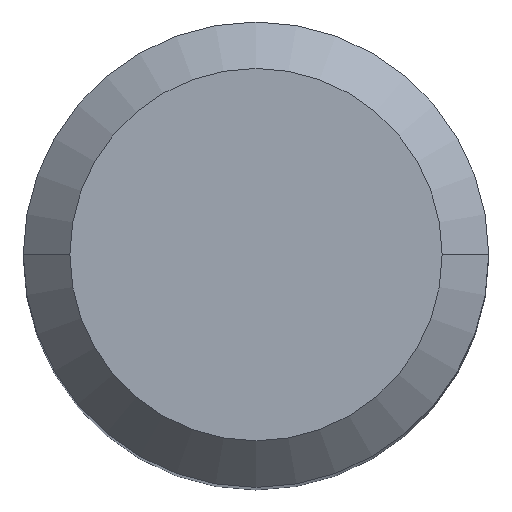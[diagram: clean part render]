
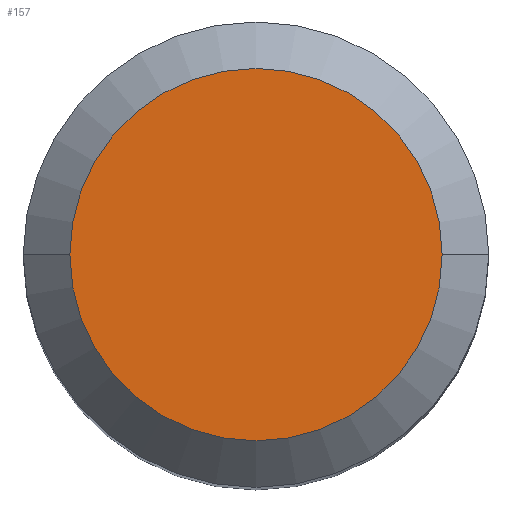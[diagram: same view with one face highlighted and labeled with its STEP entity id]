
A CAD part, top view. The second image highlights one B-rep face of the part: STEP entity #157.
In plain terms, the highlighted planar face has unit normal (0, 0, 1).
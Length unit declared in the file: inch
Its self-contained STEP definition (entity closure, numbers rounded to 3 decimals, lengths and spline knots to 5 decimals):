
#54 = DIRECTION ( 'NONE',  ( 0., 0., -1. ) ) ;
#58 = DIRECTION ( 'NONE',  ( 0., 0., 1. ) ) ;
#120 = AXIS2_PLACEMENT_3D ( 'NONE', #252, #175, #136 ) ;
#136 = DIRECTION ( 'NONE',  ( 1., 0., 0. ) ) ;
#140 = EDGE_CURVE ( 'NONE', #391, #168, #463, .T. ) ;
#157 = ADVANCED_FACE ( 'NONE', ( #446 ), #494, .F. ) ;
#168 = VERTEX_POINT ( 'NONE', #210 ) ;
#173 = CARTESIAN_POINT ( 'NONE',  ( 0., 0., 0. ) ) ;
#175 = DIRECTION ( 'NONE',  ( 0., 0., 1. ) ) ;
#194 = EDGE_CURVE ( 'NONE', #168, #391, #464, .T. ) ;
#210 = CARTESIAN_POINT ( 'NONE',  ( -0.15748, 0., 0. ) ) ;
#218 = DIRECTION ( 'NONE',  ( -1., 0., 0. ) ) ;
#219 = AXIS2_PLACEMENT_3D ( 'NONE', #376, #54, #218 ) ;
#240 = ORIENTED_EDGE ( 'NONE', *, *, #194, .T. ) ;
#252 = CARTESIAN_POINT ( 'NONE',  ( 0., 0., 0. ) ) ;
#263 = EDGE_LOOP ( 'NONE', ( #240, #265 ) ) ;
#265 = ORIENTED_EDGE ( 'NONE', *, *, #140, .T. ) ;
#278 = AXIS2_PLACEMENT_3D ( 'NONE', #173, #58, #488 ) ;
#376 = CARTESIAN_POINT ( 'NONE',  ( 0., 0., 0. ) ) ;
#391 = VERTEX_POINT ( 'NONE', #499 ) ;
#446 = FACE_OUTER_BOUND ( 'NONE', #263, .T. ) ;
#463 = CIRCLE ( 'NONE', #278, 0.15748 ) ;
#464 = CIRCLE ( 'NONE', #120, 0.15748 ) ;
#488 = DIRECTION ( 'NONE',  ( 1., 0., 0. ) ) ;
#494 = PLANE ( 'NONE',  #219 ) ;
#499 = CARTESIAN_POINT ( 'NONE',  ( 0.15748, 0., 0. ) ) ;
